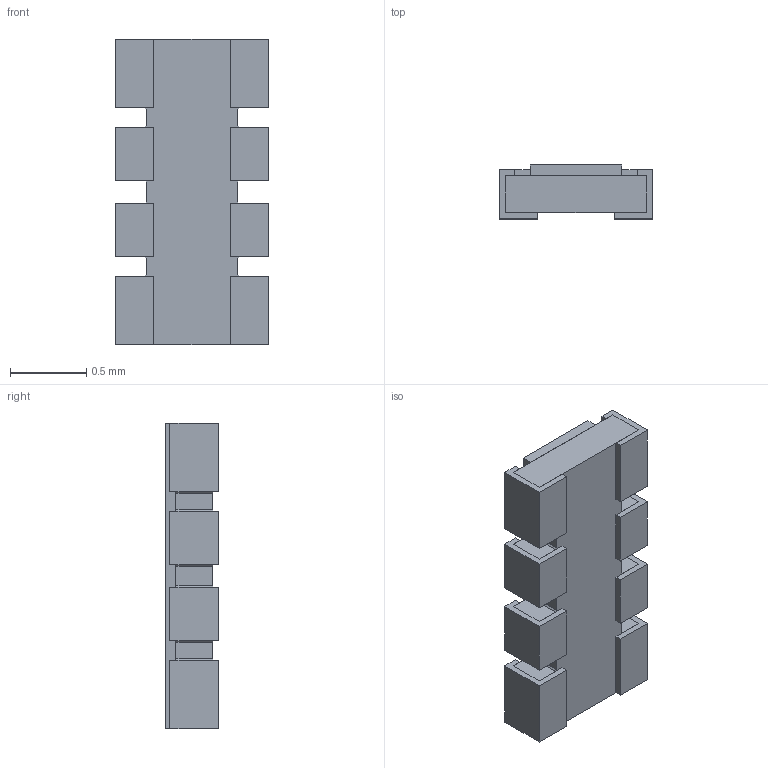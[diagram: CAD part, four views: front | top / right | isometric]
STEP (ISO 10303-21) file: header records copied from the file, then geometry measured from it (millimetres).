
FILE_DESCRIPTION (( 'STEP AP214' ), '1' );
FILE_NAME ('EXB-28V220JX.STEP', '2022-07-11T05:17:56', ( '' ), ( '' ), 'SwSTEP 2.0', 'SolidWorks 2014', '' );
FILE_SCHEMA (( 'AUTOMOTIVE_DESIGN' ));
Length unit declared in the file: millimetre
Products named in the file (1): EXB-28V220JX
Bounding box: 1 x 0.35 x 2 mm (x, y, z)
Volume: 0.6 mm3; surface area: 12.7 mm2
Topology: 10 solids, 10 shells, 160 faces, 420 edges, 280 vertices
Faces by surface type: plane 160
Entity records: 6699 total; most frequent: CARTESIAN_POINT 861, ORIENTED_EDGE 840, DIRECTION 742, EDGE_CURVE 420, VECTOR 420, LINE 420, VERTEX_POINT 280, UNCERTAINTY_MEASURE_WITH_UNIT 172
